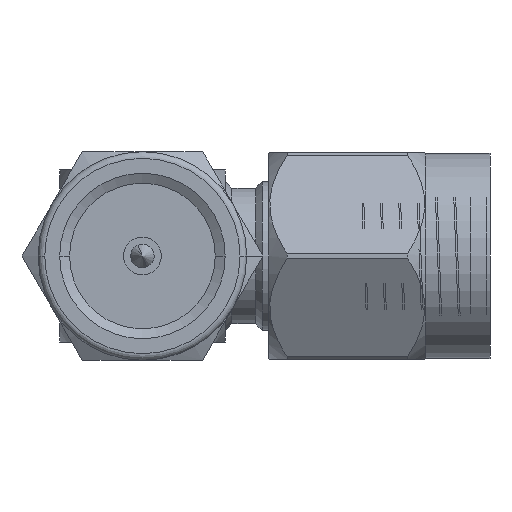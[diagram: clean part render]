
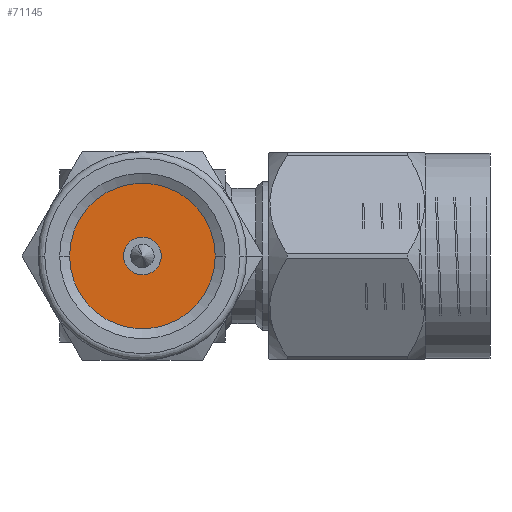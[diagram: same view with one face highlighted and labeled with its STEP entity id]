
A CAD part, left-side view. The second image highlights one B-rep face of the part: STEP entity #71145.
In plain terms, the highlighted face is planar.
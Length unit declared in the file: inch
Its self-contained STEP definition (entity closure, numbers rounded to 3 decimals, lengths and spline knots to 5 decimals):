
#7526 = DIRECTION ( 'NONE',  ( 0., -1., 0. ) ) ;
#18902 = CARTESIAN_POINT ( 'NONE',  ( 0., -0.01864, 0. ) ) ;
#33295 = AXIS2_PLACEMENT_3D ( 'NONE', #131874, #132618, #38553 ) ;
#36798 = VERTEX_POINT ( 'NONE', #55274 ) ;
#38553 = DIRECTION ( 'NONE',  ( 0., 0., 1. ) ) ;
#40899 = CARTESIAN_POINT ( 'NONE',  ( 0., -0.01864, 0. ) ) ;
#48263 = EDGE_CURVE ( 'NONE', #36798, #141123, #88472, .T. ) ;
#52297 = DIRECTION ( 'NONE',  ( 0., -1., 0. ) ) ;
#55274 = CARTESIAN_POINT ( 'NONE',  ( 0., -0.01864, 0.125 ) ) ;
#58336 = PLANE ( 'NONE',  #33295 ) ;
#70342 = ORIENTED_EDGE ( 'NONE', *, *, #98679, .T. ) ;
#71145 = ADVANCED_FACE ( 'NONE', ( #93253 ), #58336, .F. ) ;
#74760 = CIRCLE ( 'NONE', #82040, 0.125 ) ;
#76557 = DIRECTION ( 'NONE',  ( 0., 0., -1. ) ) ;
#82040 = AXIS2_PLACEMENT_3D ( 'NONE', #40899, #7526, #76557 ) ;
#88472 = CIRCLE ( 'NONE', #149045, 0.125 ) ;
#89974 = ORIENTED_EDGE ( 'NONE', *, *, #48263, .T. ) ;
#93248 = EDGE_LOOP ( 'NONE', ( #70342, #89974 ) ) ;
#93253 = FACE_OUTER_BOUND ( 'NONE', #93248, .T. ) ;
#98679 = EDGE_CURVE ( 'NONE', #141123, #36798, #74760, .T. ) ;
#126903 = CARTESIAN_POINT ( 'NONE',  ( 0., -0.01864, -0.125 ) ) ;
#131874 = CARTESIAN_POINT ( 'NONE',  ( 0., -0.01864, -0.125 ) ) ;
#132618 = DIRECTION ( 'NONE',  ( 0., 1., 0. ) ) ;
#141123 = VERTEX_POINT ( 'NONE', #126903 ) ;
#144181 = DIRECTION ( 'NONE',  ( 0., 0., -1. ) ) ;
#149045 = AXIS2_PLACEMENT_3D ( 'NONE', #18902, #52297, #144181 ) ;
